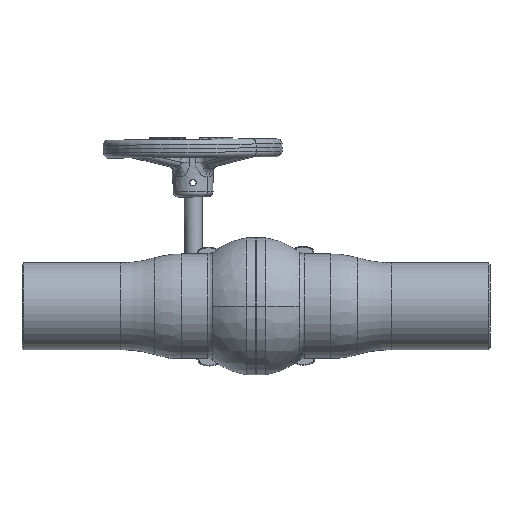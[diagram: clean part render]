
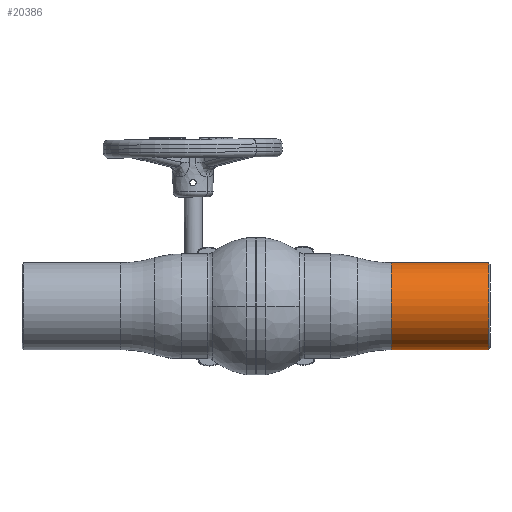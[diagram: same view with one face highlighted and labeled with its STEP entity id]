
A CAD part, front view. The second image highlights one B-rep face of the part: STEP entity #20386.
In plain terms, the highlighted cylindrical face has radius 24.15 mm (diameter 48.3 mm), a partial arc.
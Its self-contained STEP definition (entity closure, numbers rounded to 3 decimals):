
#1018 = LINE ( 'NONE', #27386, #41328 ) ;
#2246 = CARTESIAN_POINT ( 'NONE',  ( 75.1, 71.142, 0. ) ) ;
#2968 = ORIENTED_EDGE ( 'NONE', *, *, #31955, .T. ) ;
#3197 = DIRECTION ( 'NONE',  ( 1., 0., 0. ) ) ;
#4618 = EDGE_LOOP ( 'NONE', ( #26826, #11771, #2968, #29089 ) ) ;
#5847 = DIRECTION ( 'NONE',  ( 0., 0., 1. ) ) ;
#10117 = CARTESIAN_POINT ( 'NONE',  ( 185.507, 71.142, -24.15 ) ) ;
#10476 = DIRECTION ( 'NONE',  ( -1., 0., 0. ) ) ;
#11714 = VERTEX_POINT ( 'NONE', #27947 ) ;
#11771 = ORIENTED_EDGE ( 'NONE', *, *, #42875, .T. ) ;
#12661 = VERTEX_POINT ( 'NONE', #40308 ) ;
#15070 = EDGE_CURVE ( 'NONE', #19679, #23167, #1018, .T. ) ;
#17533 = LINE ( 'NONE', #10117, #30564 ) ;
#19679 = VERTEX_POINT ( 'NONE', #32463 ) ;
#20386 = ADVANCED_FACE ( 'NONE', ( #33798 ), #34027, .T. ) ;
#20510 = DIRECTION ( 'NONE',  ( 0., 0., 1. ) ) ;
#23167 = VERTEX_POINT ( 'NONE', #44475 ) ;
#24082 = DIRECTION ( 'NONE',  ( 1., 0., 0. ) ) ;
#26826 = ORIENTED_EDGE ( 'NONE', *, *, #35751, .T. ) ;
#27386 = CARTESIAN_POINT ( 'NONE',  ( 185.507, 71.142, 24.15 ) ) ;
#27947 = CARTESIAN_POINT ( 'NONE',  ( 129.423, 71.142, -24.15 ) ) ;
#29089 = ORIENTED_EDGE ( 'NONE', *, *, #15070, .F. ) ;
#30564 = VECTOR ( 'NONE', #24082, 1000. ) ;
#31184 = CARTESIAN_POINT ( 'NONE',  ( 129.423, 71.142, 0. ) ) ;
#31955 = EDGE_CURVE ( 'NONE', #11714, #23167, #33197, .T. ) ;
#32463 = CARTESIAN_POINT ( 'NONE',  ( 75.1, 71.142, 24.15 ) ) ;
#32557 = CIRCLE ( 'NONE', #36866, 24.15 ) ;
#33197 = CIRCLE ( 'NONE', #37560, 24.15 ) ;
#33798 = FACE_OUTER_BOUND ( 'NONE', #4618, .T. ) ;
#34027 = CYLINDRICAL_SURFACE ( 'NONE', #42439, 24.15 ) ;
#35751 = EDGE_CURVE ( 'NONE', #19679, #12661, #32557, .T. ) ;
#36866 = AXIS2_PLACEMENT_3D ( 'NONE', #2246, #40526, #5847 ) ;
#37560 = AXIS2_PLACEMENT_3D ( 'NONE', #31184, #10476, #41540 ) ;
#37636 = CARTESIAN_POINT ( 'NONE',  ( 185.507, 71.142, 0. ) ) ;
#40308 = CARTESIAN_POINT ( 'NONE',  ( 75.1, 71.142, -24.15 ) ) ;
#40526 = DIRECTION ( 'NONE',  ( 1., 0., 0. ) ) ;
#41127 = DIRECTION ( 'NONE',  ( 1., 0., 0. ) ) ;
#41328 = VECTOR ( 'NONE', #41127, 1000. ) ;
#41540 = DIRECTION ( 'NONE',  ( 0., 0., -1. ) ) ;
#42439 = AXIS2_PLACEMENT_3D ( 'NONE', #37636, #3197, #20510 ) ;
#42875 = EDGE_CURVE ( 'NONE', #12661, #11714, #17533, .T. ) ;
#44475 = CARTESIAN_POINT ( 'NONE',  ( 129.423, 71.142, 24.15 ) ) ;
